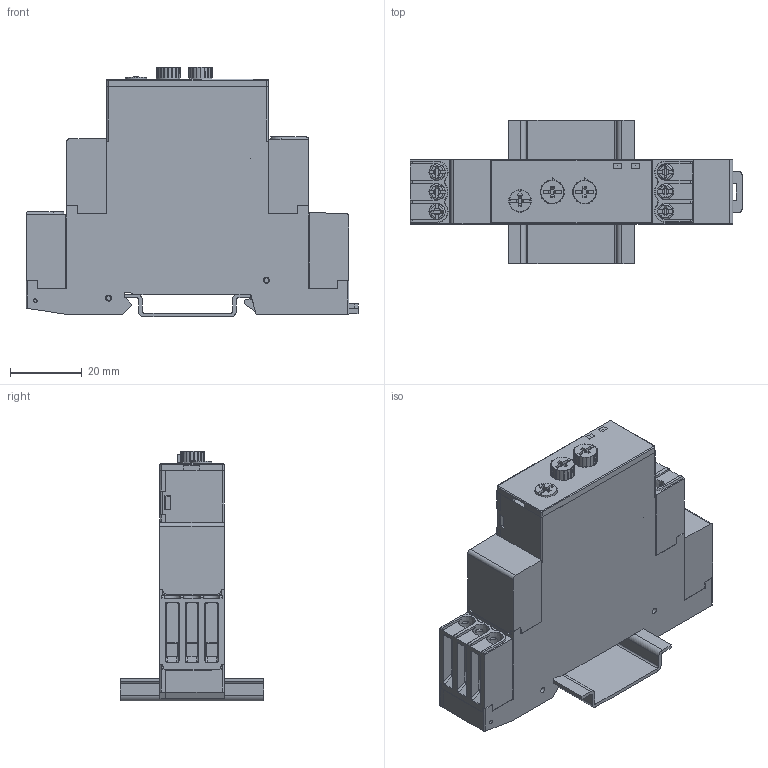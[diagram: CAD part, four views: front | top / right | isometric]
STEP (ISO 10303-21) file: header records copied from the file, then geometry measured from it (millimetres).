
FILE_DESCRIPTION(/* description */ ('Unknown'),/* implementation_level */ '2;1');
FILE_NAME(/* name */ '84873024 (MWA) AND 84873023 (MWU)',/* time_stamp */ '2024-06-04T19:15:59+06:00',/* author */ ('Unknown'),/* organization */ ('Unknown'),/* preprocessor_version */ 'ST-DEVELOPER v18.104',/* originating_system */ 'Solid Edge',/* authorisation */ 'Unknown');
FILE_SCHEMA (('AUTOMOTIVE_DESIGN {1 0 10303 214 3 1 1}'));
Products named in the file (1): 84873024 (MWA)  AND 84873023 (MWU)
Bounding box: 92.52 x 40 x 69.57 mm (x, y, z)
Volume: 27620.8 mm3; surface area: 46199 mm2
Topology: 33 solids, 33 shells, 2919 faces, 7772 edges, 4866 vertices
Faces by surface type: plane 1757, cylinder 657, cone 196, torus 169, sphere 113, bspline 27
Full cylindrical faces by diameter (mm): 0.01 x2, 0.05 x2, 0.1 x7, 1.4 x4, 1.5 x9, 2.4 x6, 2.5 x1, 3.2 x6, 4.5 x6, 6.3 x1
Entity records: 98147 total; most frequent: CARTESIAN_POINT 26205, ORIENTED_EDGE 15026, DIRECTION 13313, EDGE_CURVE 7513, LINE 5037, VECTOR 5037, VERTEX_POINT 4810, AXIS2_PLACEMENT_3D 4138
